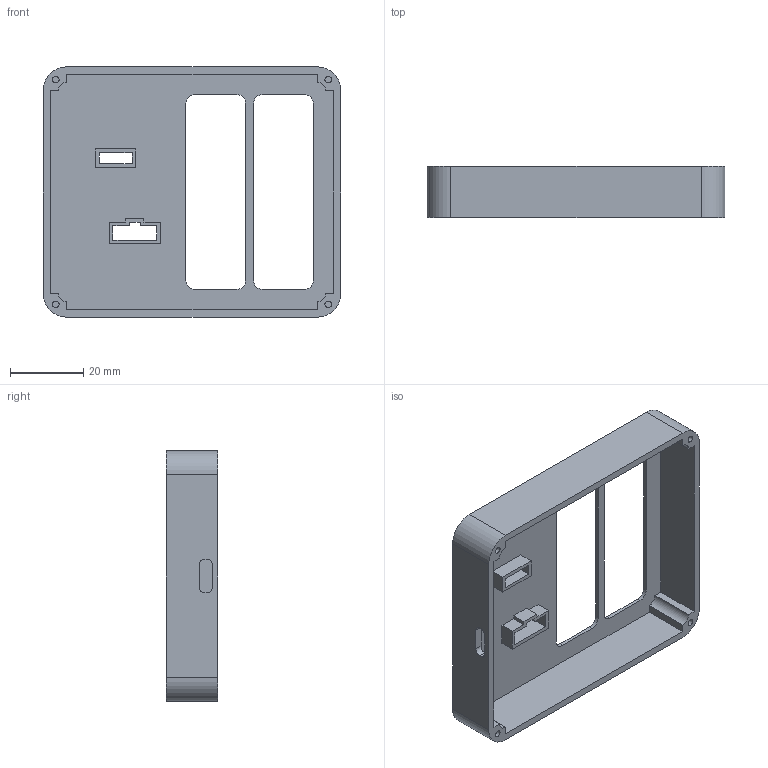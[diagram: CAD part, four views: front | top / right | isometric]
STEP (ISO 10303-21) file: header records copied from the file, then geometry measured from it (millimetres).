
FILE_DESCRIPTION(/* description */ (''),/* implementation_level */ '2;1');
FILE_NAME(/* name */ 'top.step',/* time_stamp */ '2025-05-10T16:07:53+01:00',/* author */ (''),/* organization */ (''),/* preprocessor_version */ 'ST-DEVELOPER v20.1',/* originating_system */ 'Autodesk Translation Framework v14.4.0.0',/* authorisation */ '');
FILE_SCHEMA (('AUTOMOTIVE_DESIGN { 1 0 10303 214 3 1 1 }'));
Length unit declared in the file: millimetre
Products named in the file (1): top
Bounding box: 81.5 x 14 x 68.5 mm (x, y, z)
Volume: 11758.6 mm3; surface area: 16345.9 mm2
Topology: 1 solids, 1 shells, 209 faces, 573 edges, 382 vertices
Faces by surface type: plane 135, bspline 50, cylinder 24
Full cylindrical faces by diameter (mm): 1.8 x4
Entity records: 7088 total; most frequent: CARTESIAN_POINT 2015, ORIENTED_EDGE 1146, DIRECTION 841, EDGE_CURVE 573, LINE 425, VECTOR 425, VERTEX_POINT 382, EDGE_LOOP 235
